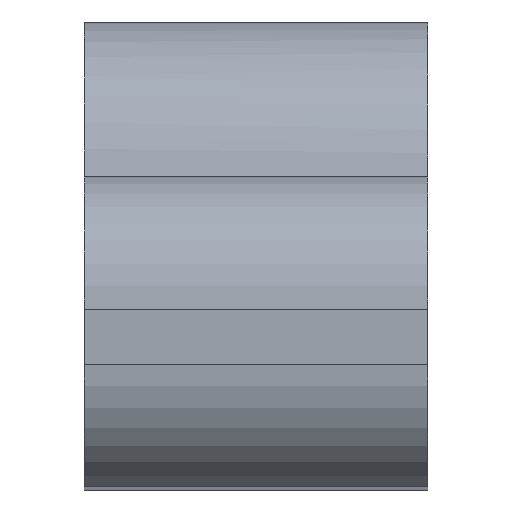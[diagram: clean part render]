
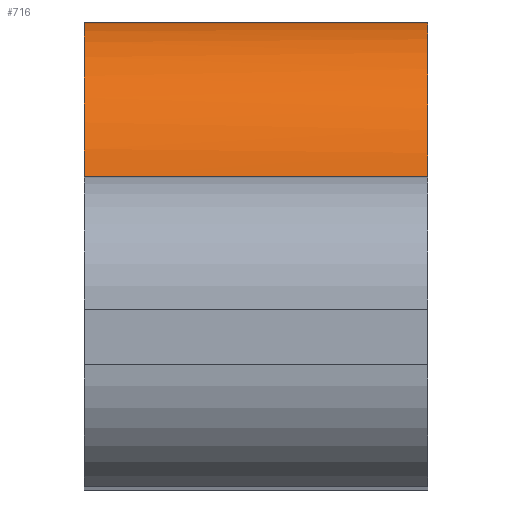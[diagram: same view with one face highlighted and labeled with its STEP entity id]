
A CAD part, top view. The second image highlights one B-rep face of the part: STEP entity #716.
In plain terms, the highlighted cylindrical face has radius 8 mm (diameter 16 mm), a partial arc.
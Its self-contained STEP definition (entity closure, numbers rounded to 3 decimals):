
#408=CARTESIAN_POINT('',(-64.,14.,100.563));
#409=VERTEX_POINT('',#408);
#495=CARTESIAN_POINT('',(-64.,7.,108.5));
#496=VERTEX_POINT('',#495);
#503=CARTESIAN_POINT('',(-64.,6.,100.563));
#504=DIRECTION('',(-1.,0.,0.));
#505=DIRECTION('',(0.,0.,1.));
#506=AXIS2_PLACEMENT_3D('',#503,#504,#505);
#507=CIRCLE('',#506,8.);
#508=EDGE_CURVE('',#496,#409,#507,.T.);
#567=CARTESIAN_POINT('',(-48.5,7.,108.5));
#568=VERTEX_POINT('',#567);
#577=CARTESIAN_POINT('',(-48.5,7.,108.5));
#578=DIRECTION('',(-1.,0.,0.));
#579=VECTOR('',#578,15.5);
#580=LINE('',#577,#579);
#581=EDGE_CURVE('',#568,#496,#580,.T.);
#637=CARTESIAN_POINT('',(-48.5,14.,100.563));
#638=VERTEX_POINT('',#637);
#654=CARTESIAN_POINT('',(-64.,14.,100.563));
#655=DIRECTION('',(1.,-0.,-0.));
#656=VECTOR('',#655,15.5);
#657=LINE('',#654,#656);
#658=EDGE_CURVE('',#409,#638,#657,.T.);
#690=CARTESIAN_POINT('',(-48.5,6.,100.563));
#691=DIRECTION('',(1.,0.,0.));
#692=DIRECTION('',(0.,0.,-1.));
#693=AXIS2_PLACEMENT_3D('',#690,#691,#692);
#694=CYLINDRICAL_SURFACE('',#693,8.);
#695=CARTESIAN_POINT('',(-48.5,11.,106.808));
#696=VERTEX_POINT('',#695);
#697=CARTESIAN_POINT('',(-48.5,6.,100.563));
#698=DIRECTION('',(-1.,-0.,-0.));
#699=DIRECTION('',(0.,0.,-1.));
#700=AXIS2_PLACEMENT_3D('',#697,#698,#699);
#701=CIRCLE('',#700,8.);
#702=EDGE_CURVE('',#568,#696,#701,.T.);
#703=ORIENTED_EDGE('',*,*,#702,.T.);
#704=CARTESIAN_POINT('',(-48.5,6.,100.563));
#705=DIRECTION('',(-1.,-0.,-0.));
#706=DIRECTION('',(0.,0.,-1.));
#707=AXIS2_PLACEMENT_3D('',#704,#705,#706);
#708=CIRCLE('',#707,8.);
#709=EDGE_CURVE('',#696,#638,#708,.T.);
#710=ORIENTED_EDGE('',*,*,#709,.T.);
#711=ORIENTED_EDGE('',*,*,#658,.F.);
#712=ORIENTED_EDGE('',*,*,#508,.F.);
#713=ORIENTED_EDGE('',*,*,#581,.F.);
#714=EDGE_LOOP('',(#703,#710,#711,#712,#713));
#715=FACE_BOUND('',#714,.T.);
#716=ADVANCED_FACE('',(#715),#694,.T.);
